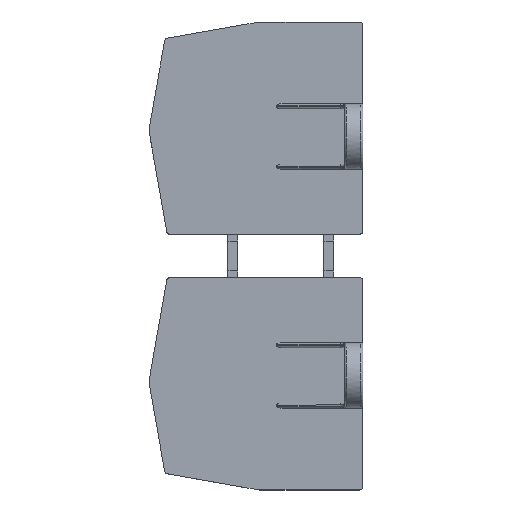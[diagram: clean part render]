
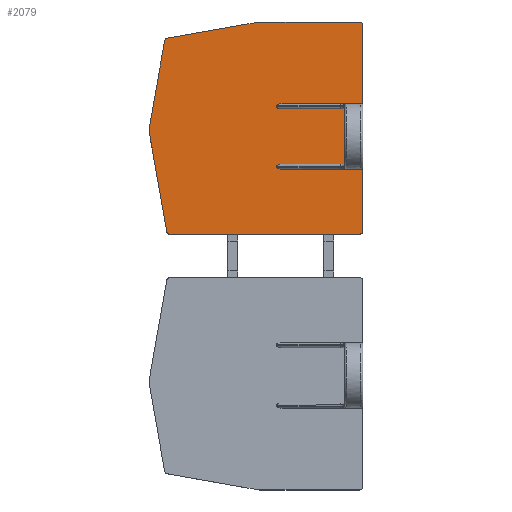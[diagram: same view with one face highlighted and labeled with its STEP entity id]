
A CAD part, top view. The second image highlights one B-rep face of the part: STEP entity #2079.
In plain terms, the highlighted planar face has unit normal (0, 0, 1).
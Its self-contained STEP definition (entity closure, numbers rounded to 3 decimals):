
#390=DIRECTION('',(0.,-1.,0.));
#391=VECTOR('',#390,0.2);
#392=CARTESIAN_POINT('',(-13.24,23.1,3.5));
#393=LINE('',#392,#391);
#394=DIRECTION('',(1.,0.,0.));
#395=VECTOR('',#394,9.563);
#396=CARTESIAN_POINT('',(-12.363,22.6,3.5));
#397=LINE('',#396,#395);
#398=DIRECTION('',(0.,-1.,0.));
#399=VECTOR('',#398,8.5);
#400=CARTESIAN_POINT('',(-2.8,22.6,3.5));
#401=LINE('',#400,#399);
#402=DIRECTION('',(1.,0.,0.));
#403=VECTOR('',#402,9.563);
#404=CARTESIAN_POINT('',(-12.363,14.1,3.5));
#405=LINE('',#404,#403);
#406=DIRECTION('',(0.,-1.,0.));
#407=VECTOR('',#406,0.2);
#408=CARTESIAN_POINT('',(-13.24,13.8,3.5));
#409=LINE('',#408,#407);
#410=DIRECTION('',(0.,1.,0.));
#411=VECTOR('',#410,9.75);
#412=CARTESIAN_POINT('',(0.,3.85,3.5));
#413=LINE('',#412,#411);
#414=CARTESIAN_POINT('',(-0.5,3.85,3.5));
#415=DIRECTION('',(0.,0.,1.));
#416=DIRECTION('',(0.,-1.,0.));
#417=AXIS2_PLACEMENT_3D('',#414,#415,#416);
#419=DIRECTION('',(1.,0.,0.));
#420=VECTOR('',#419,29.152);
#421=CARTESIAN_POINT('',(-29.652,3.35,3.5));
#422=LINE('',#421,#420);
#423=CARTESIAN_POINT('',(-29.652,3.85,3.5));
#424=DIRECTION('',(0.,0.,1.));
#425=DIRECTION('',(-0.985,-0.174,0.));
#426=AXIS2_PLACEMENT_3D('',#423,#424,#425);
#428=DIRECTION('',(0.174,-0.985,0.));
#429=VECTOR('',#428,15.537);
#430=CARTESIAN_POINT('',(-32.842,19.064,3.5));
#431=LINE('',#430,#429);
#432=CARTESIAN_POINT('',(-31.365,19.324,3.5));
#433=DIRECTION('',(0.,0.,1.));
#434=DIRECTION('',(-0.985,0.174,0.));
#435=AXIS2_PLACEMENT_3D('',#432,#433,#434);
#437=DIRECTION('',(-0.174,-0.985,0.));
#438=VECTOR('',#437,13.685);
#439=CARTESIAN_POINT('',(-30.466,33.062,3.5));
#440=LINE('',#439,#438);
#441=CARTESIAN_POINT('',(-29.973,32.976,3.5));
#442=DIRECTION('',(0.,0.,1.));
#443=DIRECTION('',(-0.174,0.985,0.));
#444=AXIS2_PLACEMENT_3D('',#441,#442,#443);
#446=DIRECTION('',(-0.985,-0.174,0.));
#447=VECTOR('',#446,14.162);
#448=CARTESIAN_POINT('',(-16.113,35.927,3.5));
#449=LINE('',#448,#447);
#450=CARTESIAN_POINT('',(-15.853,34.45,3.5));
#451=DIRECTION('',(0.,0.,1.));
#452=DIRECTION('',(0.,1.,0.));
#453=AXIS2_PLACEMENT_3D('',#450,#451,#452);
#455=DIRECTION('',(-1.,0.,0.));
#456=VECTOR('',#455,15.353);
#457=CARTESIAN_POINT('',(-0.5,35.95,3.5));
#458=LINE('',#457,#456);
#459=CARTESIAN_POINT('',(-0.5,35.45,3.5));
#460=DIRECTION('',(0.,0.,1.));
#461=DIRECTION('',(1.,0.,0.));
#462=AXIS2_PLACEMENT_3D('',#459,#460,#461);
#464=DIRECTION('',(0.,1.,0.));
#465=VECTOR('',#464,12.35);
#466=CARTESIAN_POINT('',(0.,23.1,3.5));
#467=LINE('',#466,#465);
#546=CARTESIAN_POINT('',(-0.3,23.1,3.5));
#547=DIRECTION('',(0.,0.,1.));
#548=DIRECTION('',(1.,0.,0.));
#549=AXIS2_PLACEMENT_3D('',#546,#547,#548);
#556=CARTESIAN_POINT('',(-0.3,13.6,3.5));
#557=DIRECTION('',(0.,0.,-1.));
#558=DIRECTION('',(1.,0.,0.));
#559=AXIS2_PLACEMENT_3D('',#556,#557,#558);
#570=DIRECTION('',(-1.,0.,0.));
#571=VECTOR('',#570,12.063);
#572=CARTESIAN_POINT('',(-0.3,13.3,3.5));
#573=LINE('',#572,#571);
#587=CARTESIAN_POINT('',(-12.363,13.3,3.5));
#588=CARTESIAN_POINT('',(-12.461,13.3,3.5));
#589=CARTESIAN_POINT('',(-12.647,13.311,3.5));
#590=CARTESIAN_POINT('',(-12.896,13.356,3.5));
#591=CARTESIAN_POINT('',(-13.08,13.417,3.5));
#592=CARTESIAN_POINT('',(-13.195,13.499,3.5));
#593=CARTESIAN_POINT('',(-13.24,13.551,3.5));
#594=CARTESIAN_POINT('',(-13.24,13.6,3.5));
#630=CARTESIAN_POINT('',(-13.24,13.8,3.5));
#631=CARTESIAN_POINT('',(-13.24,13.849,3.5));
#632=CARTESIAN_POINT('',(-13.195,13.901,3.5));
#633=CARTESIAN_POINT('',(-13.08,13.983,3.5));
#634=CARTESIAN_POINT('',(-12.896,14.044,3.5));
#635=CARTESIAN_POINT('',(-12.647,14.089,3.5));
#636=CARTESIAN_POINT('',(-12.461,14.1,3.5));
#637=CARTESIAN_POINT('',(-12.363,14.1,3.5));
#764=CARTESIAN_POINT('',(-12.363,22.6,3.5));
#765=CARTESIAN_POINT('',(-12.461,22.6,3.5));
#766=CARTESIAN_POINT('',(-12.647,22.611,3.5));
#767=CARTESIAN_POINT('',(-12.896,22.656,3.5));
#768=CARTESIAN_POINT('',(-13.08,22.717,3.5));
#769=CARTESIAN_POINT('',(-13.195,22.799,3.5));
#770=CARTESIAN_POINT('',(-13.24,22.851,3.5));
#771=CARTESIAN_POINT('',(-13.24,22.9,3.5));
#791=DIRECTION('',(1.,0.,0.));
#792=VECTOR('',#791,12.063);
#793=CARTESIAN_POINT('',(-12.363,23.4,3.5));
#794=LINE('',#793,#792);
#795=CARTESIAN_POINT('',(-13.24,23.1,3.5));
#796=CARTESIAN_POINT('',(-13.24,23.149,3.5));
#797=CARTESIAN_POINT('',(-13.195,23.201,3.5));
#798=CARTESIAN_POINT('',(-13.08,23.283,3.5));
#799=CARTESIAN_POINT('',(-12.896,23.344,3.5));
#800=CARTESIAN_POINT('',(-12.647,23.389,3.5));
#801=CARTESIAN_POINT('',(-12.461,23.4,3.5));
#802=CARTESIAN_POINT('',(-12.363,23.4,3.5));
#1241=VERTEX_POINT('',#795);
#1242=VERTEX_POINT('',#802);
#1243=VERTEX_POINT('',#587);
#1244=VERTEX_POINT('',#594);
#1273=CARTESIAN_POINT('',(-13.24,22.9,3.5));
#1275=VERTEX_POINT('',#1273);
#1277=CARTESIAN_POINT('',(-12.363,22.6,3.5));
#1279=VERTEX_POINT('',#1277);
#1282=CARTESIAN_POINT('',(-12.363,14.1,3.5));
#1284=VERTEX_POINT('',#1282);
#1286=CARTESIAN_POINT('',(-13.24,13.8,3.5));
#1288=VERTEX_POINT('',#1286);
#1293=CARTESIAN_POINT('',(-2.8,22.6,3.5));
#1294=VERTEX_POINT('',#1293);
#1295=CARTESIAN_POINT('',(-2.8,14.1,3.5));
#1296=VERTEX_POINT('',#1295);
#1423=CARTESIAN_POINT('',(0.,23.1,3.5));
#1424=VERTEX_POINT('',#1423);
#1425=CARTESIAN_POINT('',(-0.3,23.4,3.5));
#1426=VERTEX_POINT('',#1425);
#1455=CARTESIAN_POINT('',(-15.853,35.95,3.5));
#1456=CARTESIAN_POINT('',(-16.113,35.927,3.5));
#1457=VERTEX_POINT('',#1455);
#1458=VERTEX_POINT('',#1456);
#1459=CARTESIAN_POINT('',(-30.06,33.468,3.5));
#1460=VERTEX_POINT('',#1459);
#1461=CARTESIAN_POINT('',(-30.466,33.062,3.5));
#1462=VERTEX_POINT('',#1461);
#1463=CARTESIAN_POINT('',(-32.842,19.585,3.5));
#1464=VERTEX_POINT('',#1463);
#1465=CARTESIAN_POINT('',(-32.842,19.064,3.5));
#1466=VERTEX_POINT('',#1465);
#1467=CARTESIAN_POINT('',(-30.144,3.763,3.5));
#1468=VERTEX_POINT('',#1467);
#1469=CARTESIAN_POINT('',(-29.652,3.35,3.5));
#1470=VERTEX_POINT('',#1469);
#1471=CARTESIAN_POINT('',(-0.5,3.35,3.5));
#1472=VERTEX_POINT('',#1471);
#1473=CARTESIAN_POINT('',(0.,3.85,3.5));
#1474=VERTEX_POINT('',#1473);
#1475=CARTESIAN_POINT('',(0.,35.45,3.5));
#1476=CARTESIAN_POINT('',(-0.5,35.95,3.5));
#1477=VERTEX_POINT('',#1475);
#1478=VERTEX_POINT('',#1476);
#1479=CARTESIAN_POINT('',(0.,13.6,3.5));
#1480=CARTESIAN_POINT('',(-0.3,13.3,3.5));
#1481=VERTEX_POINT('',#1479);
#1482=VERTEX_POINT('',#1480);
#2033=CARTESIAN_POINT('',(0.,36.15,3.5));
#2034=DIRECTION('',(0.,0.,1.));
#2035=DIRECTION('',(1.,0.,0.));
#2036=AXIS2_PLACEMENT_3D('',#2033,#2034,#2035);
#2037=PLANE('',#2036);
#2039=ORIENTED_EDGE('',*,*,#2038,.T.);
#2041=ORIENTED_EDGE('',*,*,#2040,.F.);
#2043=ORIENTED_EDGE('',*,*,#2042,.F.);
#2045=ORIENTED_EDGE('',*,*,#2044,.T.);
#2047=ORIENTED_EDGE('',*,*,#2046,.F.);
#2049=ORIENTED_EDGE('',*,*,#2048,.T.);
#2050=ORIENTED_EDGE('',*,*,#1492,.T.);
#2052=ORIENTED_EDGE('',*,*,#2051,.F.);
#2054=ORIENTED_EDGE('',*,*,#2053,.F.);
#2056=ORIENTED_EDGE('',*,*,#2055,.T.);
#2058=ORIENTED_EDGE('',*,*,#2057,.F.);
#2060=ORIENTED_EDGE('',*,*,#2059,.F.);
#2062=ORIENTED_EDGE('',*,*,#2061,.F.);
#2063=ORIENTED_EDGE('',*,*,#1556,.F.);
#2065=ORIENTED_EDGE('',*,*,#2064,.F.);
#2066=ORIENTED_EDGE('',*,*,#1750,.F.);
#2067=ORIENTED_EDGE('',*,*,#1733,.F.);
#2068=ORIENTED_EDGE('',*,*,#1718,.F.);
#2069=ORIENTED_EDGE('',*,*,#1703,.F.);
#2070=ORIENTED_EDGE('',*,*,#1688,.F.);
#2071=ORIENTED_EDGE('',*,*,#1673,.F.);
#2072=ORIENTED_EDGE('',*,*,#1658,.F.);
#2073=ORIENTED_EDGE('',*,*,#1643,.F.);
#2074=ORIENTED_EDGE('',*,*,#1628,.F.);
#2075=ORIENTED_EDGE('',*,*,#1613,.F.);
#2076=ORIENTED_EDGE('',*,*,#1564,.F.);
#2077=EDGE_LOOP('',(#2039,#2041,#2043,#2045,#2047,#2049,#2050,#2052,#2054,#2056,
#2058,#2060,#2062,#2063,#2065,#2066,#2067,#2068,#2069,#2070,#2071,#2072,#2073,
#2074,#2075,#2076));
#2078=FACE_OUTER_BOUND('',#2077,.F.);
#2079=ADVANCED_FACE('',(#2078),#2037,.T.);
#418=CIRCLE('',#417,0.5);
#427=CIRCLE('',#426,0.5);
#436=CIRCLE('',#435,1.5);
#445=CIRCLE('',#444,0.5);
#454=CIRCLE('',#453,1.5);
#463=CIRCLE('',#462,0.5);
#550=CIRCLE('',#549,0.3);
#560=CIRCLE('',#559,0.3);
#595=B_SPLINE_CURVE_WITH_KNOTS('',3,(#587,#588,#589,#590,#591,#592,#593,#594),
.UNSPECIFIED.,.F.,.F.,(4,1,1,1,1,4),(0.,0.25,0.5,0.75,0.875,1.),
.UNSPECIFIED.);
#638=B_SPLINE_CURVE_WITH_KNOTS('',3,(#630,#631,#632,#633,#634,#635,#636,#637),
.UNSPECIFIED.,.F.,.F.,(4,1,1,1,1,4),(0.,0.125,0.25,0.5,0.75,1.),
.UNSPECIFIED.);
#772=B_SPLINE_CURVE_WITH_KNOTS('',3,(#764,#765,#766,#767,#768,#769,#770,#771),
.UNSPECIFIED.,.F.,.F.,(4,1,1,1,1,4),(0.,0.25,0.5,0.75,0.875,1.),
.UNSPECIFIED.);
#803=B_SPLINE_CURVE_WITH_KNOTS('',3,(#795,#796,#797,#798,#799,#800,#801,#802),
.UNSPECIFIED.,.F.,.F.,(4,1,1,1,1,4),(0.,0.125,0.25,0.5,0.75,1.),
.UNSPECIFIED.);
#1492=EDGE_CURVE('',#1294,#1296,#401,.T.);
#1556=EDGE_CURVE('',#1474,#1481,#413,.T.);
#1564=EDGE_CURVE('',#1424,#1477,#467,.T.);
#1613=EDGE_CURVE('',#1477,#1478,#463,.T.);
#1628=EDGE_CURVE('',#1478,#1457,#458,.T.);
#1643=EDGE_CURVE('',#1457,#1458,#454,.T.);
#1658=EDGE_CURVE('',#1458,#1460,#449,.T.);
#1673=EDGE_CURVE('',#1460,#1462,#445,.T.);
#1688=EDGE_CURVE('',#1462,#1464,#440,.T.);
#1703=EDGE_CURVE('',#1464,#1466,#436,.T.);
#1718=EDGE_CURVE('',#1466,#1468,#431,.T.);
#1733=EDGE_CURVE('',#1468,#1470,#427,.T.);
#1750=EDGE_CURVE('',#1470,#1472,#422,.T.);
#2038=EDGE_CURVE('',#1424,#1426,#550,.T.);
#2040=EDGE_CURVE('',#1242,#1426,#794,.T.);
#2042=EDGE_CURVE('',#1241,#1242,#803,.T.);
#2044=EDGE_CURVE('',#1241,#1275,#393,.T.);
#2046=EDGE_CURVE('',#1279,#1275,#772,.T.);
#2048=EDGE_CURVE('',#1279,#1294,#397,.T.);
#2051=EDGE_CURVE('',#1284,#1296,#405,.T.);
#2053=EDGE_CURVE('',#1288,#1284,#638,.T.);
#2055=EDGE_CURVE('',#1288,#1244,#409,.T.);
#2057=EDGE_CURVE('',#1243,#1244,#595,.T.);
#2059=EDGE_CURVE('',#1482,#1243,#573,.T.);
#2061=EDGE_CURVE('',#1481,#1482,#560,.T.);
#2064=EDGE_CURVE('',#1472,#1474,#418,.T.);
